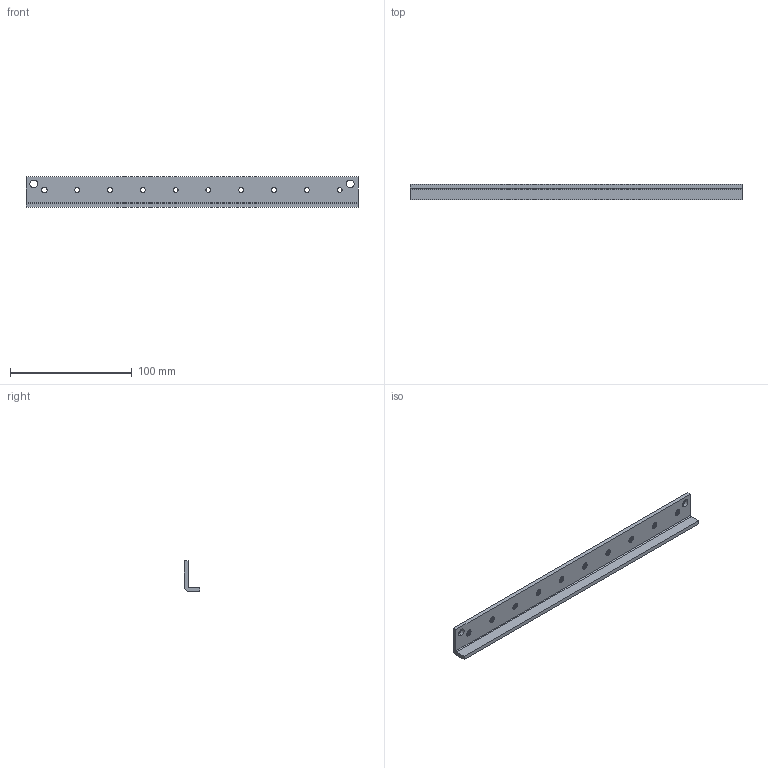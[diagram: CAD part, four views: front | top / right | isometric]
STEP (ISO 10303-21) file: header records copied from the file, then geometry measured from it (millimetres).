
FILE_DESCRIPTION (( 'STEP AP214' ), '1' );
FILE_NAME ('DIN-SR-NB12.STEP', '2014-12-05T18:49:07', ( 'L-Com' ), ( 'L-Com Global Connectivity' ), 'SwSTEP 2.0', 'SolidWorks 2014', '' );
FILE_SCHEMA (( 'AUTOMOTIVE_DESIGN' ));
Length unit declared in the file: inch
Products named in the file (1): DIN-SR-NB12
Bounding box: 273.05 x 12.7 x 25.4 mm (x, y, z)
Volume: 29247.7 mm3; surface area: 21079.8 mm2
Topology: 1 solids, 1 shells, 194 faces, 416 edges, 224 vertices
Faces by surface type: cone 180, plane 8, cylinder 6
Entity records: 5376 total; most frequent: DIRECTION 1018, CARTESIAN_POINT 835, ORIENTED_EDGE 832, EDGE_CURVE 416, AXIS2_PLACEMENT_3D 407, VERTEX_POINT 224, EDGE_LOOP 218, CIRCLE 212
